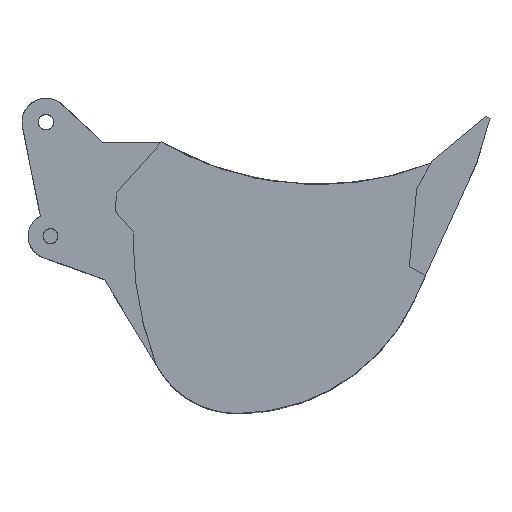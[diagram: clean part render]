
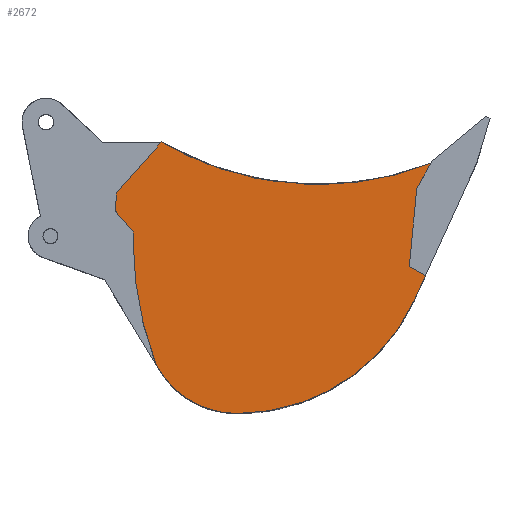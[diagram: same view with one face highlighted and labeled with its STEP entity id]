
A CAD part, top view. The second image highlights one B-rep face of the part: STEP entity #2672.
In plain terms, the highlighted free-form (B-spline) face has degree [1, 1] with [2, 2] control points.
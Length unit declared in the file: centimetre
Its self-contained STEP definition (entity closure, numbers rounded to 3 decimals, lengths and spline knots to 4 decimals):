
#242=B_SPLINE_CURVE_WITH_KNOTS('',1,(#4250,#4251),.UNSPECIFIED.,.F.,.F.,
(2,2),(-231.6944,-169.7771),.UNSPECIFIED.);
#243=B_SPLINE_CURVE_WITH_KNOTS('',1,(#4253,#4254),.UNSPECIFIED.,.F.,.F.,
(2,2),(-169.7771,91.4221),.UNSPECIFIED.);
#244=B_SPLINE_CURVE_WITH_KNOTS('',1,(#4256,#4257),.UNSPECIFIED.,.F.,.F.,
(2,2),(91.4221,187.7213),.UNSPECIFIED.);
#245=B_SPLINE_CURVE_WITH_KNOTS('',3,(#4259,#4260,#4261,#4262),
 .UNSPECIFIED.,.F.,.F.,(4,4),(187.7213,188.0956),
 .UNSPECIFIED.);
#246=B_SPLINE_CURVE_WITH_KNOTS('',3,(#4264,#4265,#4266,#4267),
 .UNSPECIFIED.,.F.,.F.,(4,4),(188.0956,188.6284),
 .UNSPECIFIED.);
#247=B_SPLINE_CURVE_WITH_KNOTS('',1,(#4269,#4270),.UNSPECIFIED.,.F.,.F.,
(2,2),(188.6284,415.3441),.UNSPECIFIED.);
#248=B_SPLINE_CURVE_WITH_KNOTS('',1,(#4272,#4273),.UNSPECIFIED.,.F.,.F.,
(2,2),(415.3441,475.4773),.UNSPECIFIED.);
#249=B_SPLINE_CURVE_WITH_KNOTS('',1,(#4275,#4276),.UNSPECIFIED.,.F.,.F.,
(2,2),(475.4773,567.6727),.UNSPECIFIED.);
#250=B_SPLINE_CURVE_WITH_KNOTS('',3,(#4278,#4279,#4280,#4281),
 .UNSPECIFIED.,.F.,.F.,(4,4),(567.6727,567.6985),
 .UNSPECIFIED.);
#251=B_SPLINE_CURVE_WITH_KNOTS('',3,(#4283,#4284,#4285,#4286),
 .UNSPECIFIED.,.F.,.F.,(4,4),(567.6985,568.0618),
 .UNSPECIFIED.);
#252=B_SPLINE_CURVE_WITH_KNOTS('',3,(#4288,#4289,#4290,#4291,#4292,#4293),
 .UNSPECIFIED.,.F.,.F.,(4,2,4),(568.0618,568.61,569.1581),
 .UNSPECIFIED.);
#253=B_SPLINE_CURVE_WITH_KNOTS('',3,(#4295,#4296,#4297,#4298),
 .UNSPECIFIED.,.F.,.F.,(4,4),(569.1581,569.1734),
 .UNSPECIFIED.);
#254=B_SPLINE_CURVE_WITH_KNOTS('',3,(#4299,#4300,#4301,#4302,#4303,#4304,
#4305,#4306,#4307,#4308,#4309),.UNSPECIFIED.,.F.,.F.,(4,2,2,1,2,4),(569.1734,
617.9502,642.1513,649.0294,649.3276,658.2731),
 .UNSPECIFIED.);
#508=B_SPLINE_SURFACE_WITH_KNOTS('',1,1,((#4244,#4245),(#4246,#4247)),
 .UNSPECIFIED.,.F.,.F.,.F.,(2,2),(2,2),(-565.0039,486.6629),
(-508.8192,399.0786),.UNSPECIFIED.);
#597=FACE_OUTER_BOUND('',#699,.T.);
#699=EDGE_LOOP('',(#2304,#2305,#2306,#2307,#2308,#2309,#2310,#2311,#2312,
#2313,#2314,#2315,#2316));
#1164=VERTEX_POINT('',#4248);
#1165=VERTEX_POINT('',#4249);
#1166=VERTEX_POINT('',#4252);
#1167=VERTEX_POINT('',#4255);
#1168=VERTEX_POINT('',#4258);
#1169=VERTEX_POINT('',#4263);
#1170=VERTEX_POINT('',#4268);
#1171=VERTEX_POINT('',#4271);
#1172=VERTEX_POINT('',#4274);
#1173=VERTEX_POINT('',#4277);
#1174=VERTEX_POINT('',#4282);
#1175=VERTEX_POINT('',#4287);
#1176=VERTEX_POINT('',#4294);
#1734=EDGE_CURVE('',#1164,#1165,#242,.T.);
#1735=EDGE_CURVE('',#1165,#1166,#243,.T.);
#1736=EDGE_CURVE('',#1166,#1167,#244,.T.);
#1737=EDGE_CURVE('',#1167,#1168,#245,.T.);
#1738=EDGE_CURVE('',#1168,#1169,#246,.T.);
#1739=EDGE_CURVE('',#1169,#1170,#247,.T.);
#1740=EDGE_CURVE('',#1170,#1171,#248,.T.);
#1741=EDGE_CURVE('',#1171,#1172,#249,.T.);
#1742=EDGE_CURVE('',#1172,#1173,#250,.T.);
#1743=EDGE_CURVE('',#1173,#1174,#251,.T.);
#1744=EDGE_CURVE('',#1174,#1175,#252,.T.);
#1745=EDGE_CURVE('',#1175,#1176,#253,.T.);
#1746=EDGE_CURVE('',#1176,#1164,#254,.T.);
#2304=ORIENTED_EDGE('',*,*,#1734,.T.);
#2305=ORIENTED_EDGE('',*,*,#1735,.T.);
#2306=ORIENTED_EDGE('',*,*,#1736,.T.);
#2307=ORIENTED_EDGE('',*,*,#1737,.T.);
#2308=ORIENTED_EDGE('',*,*,#1738,.T.);
#2309=ORIENTED_EDGE('',*,*,#1739,.T.);
#2310=ORIENTED_EDGE('',*,*,#1740,.T.);
#2311=ORIENTED_EDGE('',*,*,#1741,.T.);
#2312=ORIENTED_EDGE('',*,*,#1742,.T.);
#2313=ORIENTED_EDGE('',*,*,#1743,.T.);
#2314=ORIENTED_EDGE('',*,*,#1744,.T.);
#2315=ORIENTED_EDGE('',*,*,#1745,.T.);
#2316=ORIENTED_EDGE('',*,*,#1746,.T.);
#2672=ADVANCED_FACE('',(#597),#508,.T.);
#4244=CARTESIAN_POINT('Ctrl Pts',(-618.5837,104.8746,1.5));
#4245=CARTESIAN_POINT('Ctrl Pts',(-618.5837,195.6643,1.5));
#4246=CARTESIAN_POINT('Ctrl Pts',(-513.417,104.8746,1.5));
#4247=CARTESIAN_POINT('Ctrl Pts',(-513.417,195.6643,1.5));
#4248=CARTESIAN_POINT('',(-515.1836,151.1033,1.5));
#4249=CARTESIAN_POINT('',(-520.5938,154.1145,1.5));
#4250=CARTESIAN_POINT('Ctrl Pts',(-515.1836,151.1033,1.5));
#4251=CARTESIAN_POINT('Ctrl Pts',(-520.5938,154.1145,1.5));
#4252=CARTESIAN_POINT('',(-518.0938,180.1145,1.5));
#4253=CARTESIAN_POINT('Ctrl Pts',(-520.5938,154.1145,1.5));
#4254=CARTESIAN_POINT('Ctrl Pts',(-518.0938,180.1145,1.5));
#4255=CARTESIAN_POINT('',(-513.4171,188.5326,1.5));
#4256=CARTESIAN_POINT('Ctrl Pts',(-518.0938,180.1145,1.5));
#4257=CARTESIAN_POINT('Ctrl Pts',(-513.4171,188.5326,1.5));
#4258=CARTESIAN_POINT('',(-550.9872,181.4188,1.5));
#4259=CARTESIAN_POINT('Ctrl Pts',(-513.4171,188.5326,1.5));
#4260=CARTESIAN_POINT('Ctrl Pts',(-525.3854,183.8315,1.5));
#4261=CARTESIAN_POINT('Ctrl Pts',(-538.1289,181.4188,1.5));
#4262=CARTESIAN_POINT('Ctrl Pts',(-550.9872,181.4188,1.5));
#4263=CARTESIAN_POINT('',(-603.1836,195.6642,1.5));
#4264=CARTESIAN_POINT('Ctrl Pts',(-550.9872,181.4188,1.5));
#4265=CARTESIAN_POINT('Ctrl Pts',(-569.3455,181.4188,1.5));
#4266=CARTESIAN_POINT('Ctrl Pts',(-587.3706,186.3386,1.5));
#4267=CARTESIAN_POINT('Ctrl Pts',(-603.1836,195.6642,1.5));
#4268=CARTESIAN_POINT('',(-618.1836,178.6642,1.5));
#4269=CARTESIAN_POINT('Ctrl Pts',(-603.1836,195.6642,1.5));
#4270=CARTESIAN_POINT('Ctrl Pts',(-618.1836,178.6642,1.5));
#4271=CARTESIAN_POINT('',(-618.5836,172.6642,1.5));
#4272=CARTESIAN_POINT('Ctrl Pts',(-618.1836,178.6642,1.5));
#4273=CARTESIAN_POINT('Ctrl Pts',(-618.5836,172.6642,1.5));
#4274=CARTESIAN_POINT('',(-612.5836,165.6642,1.5));
#4275=CARTESIAN_POINT('Ctrl Pts',(-618.5836,172.6642,1.5));
#4276=CARTESIAN_POINT('Ctrl Pts',(-612.5836,165.6642,1.5));
#4277=CARTESIAN_POINT('',(-612.6218,162.6957,1.5));
#4278=CARTESIAN_POINT('Ctrl Pts',(-612.5836,165.6642,1.5));
#4279=CARTESIAN_POINT('Ctrl Pts',(-612.6091,164.6749,1.5));
#4280=CARTESIAN_POINT('Ctrl Pts',(-612.6218,163.6853,1.5));
#4281=CARTESIAN_POINT('Ctrl Pts',(-612.6218,162.6957,1.5));
#4282=CARTESIAN_POINT('',(-605.0836,121.6642,1.5));
#4283=CARTESIAN_POINT('Ctrl Pts',(-612.6218,162.6957,1.5));
#4284=CARTESIAN_POINT('Ctrl Pts',(-612.6218,148.6748,1.5));
#4285=CARTESIAN_POINT('Ctrl Pts',(-610.0672,134.7695,1.5));
#4286=CARTESIAN_POINT('Ctrl Pts',(-605.0836,121.6642,1.5));
#4287=CARTESIAN_POINT('',(-578.0489,105.1607,1.5));
#4288=CARTESIAN_POINT('Ctrl Pts',(-605.0836,121.6642,1.5));
#4289=CARTESIAN_POINT('Ctrl Pts',(-602.5301,116.6942,1.5));
#4290=CARTESIAN_POINT('Ctrl Pts',(-598.6552,112.5239,1.5));
#4291=CARTESIAN_POINT('Ctrl Pts',(-589.1169,106.7008,1.5));
#4292=CARTESIAN_POINT('Ctrl Pts',(-583.6364,105.1607,1.5));
#4293=CARTESIAN_POINT('Ctrl Pts',(-578.0489,105.1607,1.5));
#4294=CARTESIAN_POINT('',(-577.5836,105.1642,1.5));
#4295=CARTESIAN_POINT('Ctrl Pts',(-578.0489,105.1607,1.5));
#4296=CARTESIAN_POINT('Ctrl Pts',(-577.8938,105.1607,1.5));
#4297=CARTESIAN_POINT('Ctrl Pts',(-577.7387,105.1619,1.5));
#4298=CARTESIAN_POINT('Ctrl Pts',(-577.5836,105.1642,1.5));
#4299=CARTESIAN_POINT('Ctrl Pts',(-577.5836,105.1642,1.5));
#4300=CARTESIAN_POINT('Ctrl Pts',(-562.4007,105.2099,1.5));
#4301=CARTESIAN_POINT('Ctrl Pts',(-547.7175,110.5876,1.5));
#4302=CARTESIAN_POINT('Ctrl Pts',(-530.3299,125.2055,1.5));
#4303=CARTESIAN_POINT('Ctrl Pts',(-525.453,131.0231,1.5));
#4304=CARTESIAN_POINT('Ctrl Pts',(-520.6155,139.4008,1.5));
#4305=CARTESIAN_POINT('Ctrl Pts',(-519.6012,141.3791,1.5));
#4306=CARTESIAN_POINT('Ctrl Pts',(-518.6831,143.4165,1.5));
#4307=CARTESIAN_POINT('Ctrl Pts',(-517.491,146.0351,1.5));
#4308=CARTESIAN_POINT('Ctrl Pts',(-516.3373,148.5692,1.5));
#4309=CARTESIAN_POINT('Ctrl Pts',(-515.1836,151.1033,1.5));
